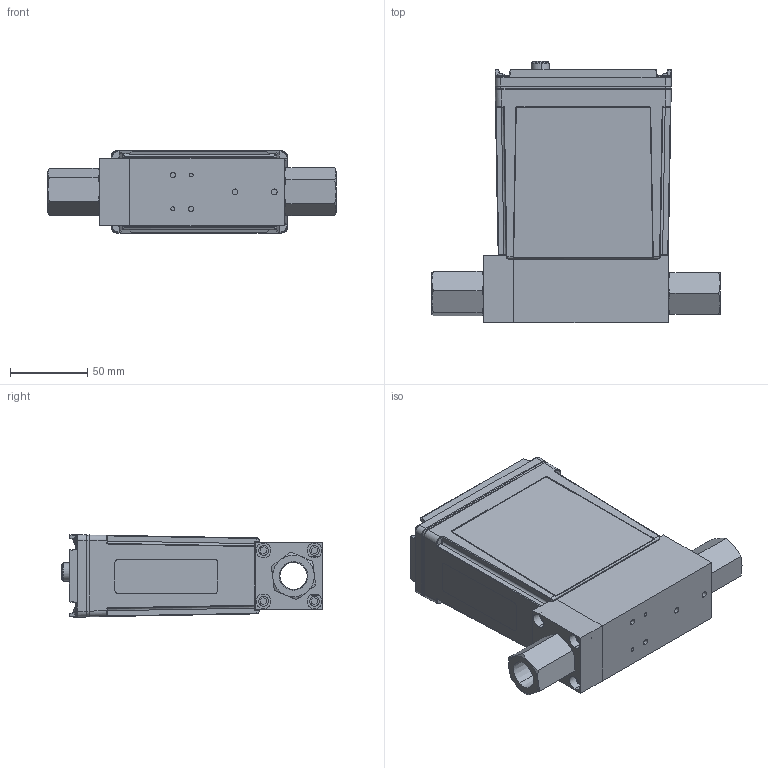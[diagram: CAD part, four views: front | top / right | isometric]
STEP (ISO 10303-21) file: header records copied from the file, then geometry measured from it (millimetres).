
FILE_DESCRIPTION (( 'STEP AP214' ), '1' );
FILE_NAME ('GE250-.50NPTF-DEVICENET.STEP', '2016-05-25T15:54:42', ( '' ), ( '' ), 'SwSTEP 2.0', 'SolidWorks 2015', '' );
FILE_SCHEMA (( 'AUTOMOTIVE_DESIGN' ));
Length unit declared in the file: inch
Products named in the file (1): GE250-.50NPTF-DEVICENET
Bounding box: 186.97 x 169.85 x 53.49 mm (x, y, z)
Surface area: 107167 mm2 (no closed solid volume)
Topology: 0 solids, 98 shells, 762 faces, 3744 edges, 2972 vertices
Faces by surface type: plane 361, cylinder 242, bspline 88, cone 36, sphere 19, torus 16
Entity records: 58646 total; most frequent: CARTESIAN_POINT 21759, ORIENTED_EDGE 4985, DIRECTION 4860, EDGE_CURVE 3723, VERTEX_POINT 2972, VECTOR 2052, LINE 2052, AXIS2_PLACEMENT_3D 1404
